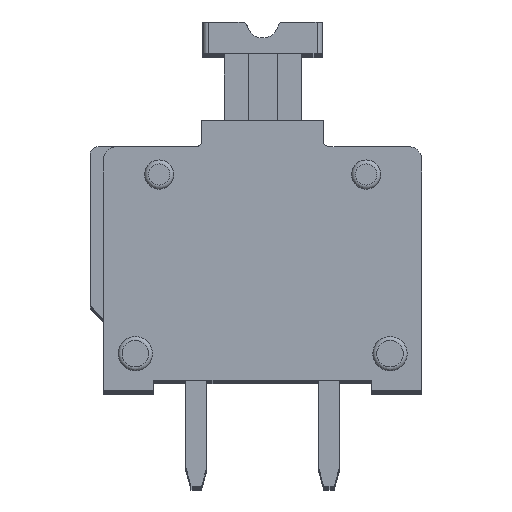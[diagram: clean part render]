
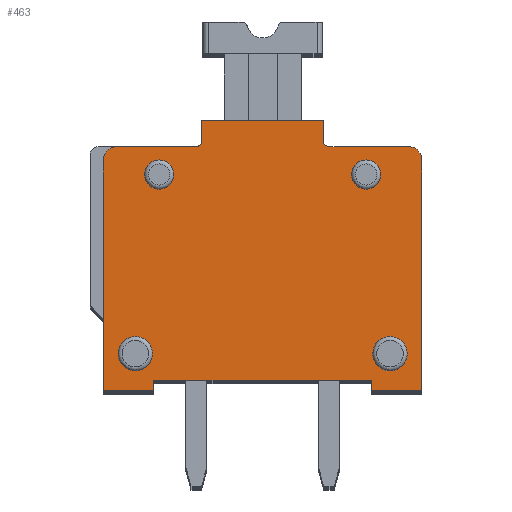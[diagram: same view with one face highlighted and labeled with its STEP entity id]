
A CAD part, top view. The second image highlights one B-rep face of the part: STEP entity #463.
In plain terms, the highlighted planar face has unit normal (0, 0, 1).
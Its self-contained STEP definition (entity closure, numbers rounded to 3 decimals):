
#463 = ADVANCED_FACE( '', ( #885, #886, #887, #888, #889 ), #890, .T. );
#885 = FACE_OUTER_BOUND( '', #1359, .T. );
#886 = FACE_BOUND( '', #1360, .T. );
#887 = FACE_BOUND( '', #1361, .T. );
#888 = FACE_BOUND( '', #1362, .T. );
#889 = FACE_BOUND( '', #1363, .T. );
#890 = PLANE( '', #1364 );
#1359 = EDGE_LOOP( '', ( #1997, #1998, #1999, #2000, #2001, #2002, #2003, #2004, #2005, #2006, #2007, #2008, #2009, #2010, #2011, #2012 ) );
#1360 = EDGE_LOOP( '', ( #2013 ) );
#1361 = EDGE_LOOP( '', ( #2014 ) );
#1362 = EDGE_LOOP( '', ( #2015 ) );
#1363 = EDGE_LOOP( '', ( #2016 ) );
#1364 = AXIS2_PLACEMENT_3D( '', #2017, #2018, #2019 );
#1997 = ORIENTED_EDGE( '', *, *, #3130, .T. );
#1998 = ORIENTED_EDGE( '', *, *, #3106, .T. );
#1999 = ORIENTED_EDGE( '', *, *, #3131, .F. );
#2000 = ORIENTED_EDGE( '', *, *, #3132, .F. );
#2001 = ORIENTED_EDGE( '', *, *, #2986, .F. );
#2002 = ORIENTED_EDGE( '', *, *, #3133, .T. );
#2003 = ORIENTED_EDGE( '', *, *, #3134, .F. );
#2004 = ORIENTED_EDGE( '', *, *, #3135, .F. );
#2005 = ORIENTED_EDGE( '', *, *, #3136, .T. );
#2006 = ORIENTED_EDGE( '', *, *, #3137, .T. );
#2007 = ORIENTED_EDGE( '', *, *, #3138, .T. );
#2008 = ORIENTED_EDGE( '', *, *, #3058, .T. );
#2009 = ORIENTED_EDGE( '', *, *, #2997, .T. );
#2010 = ORIENTED_EDGE( '', *, *, #3065, .F. );
#2011 = ORIENTED_EDGE( '', *, *, #3139, .T. );
#2012 = ORIENTED_EDGE( '', *, *, #3140, .F. );
#2013 = ORIENTED_EDGE( '', *, *, #3141, .F. );
#2014 = ORIENTED_EDGE( '', *, *, #3037, .F. );
#2015 = ORIENTED_EDGE( '', *, *, #3142, .F. );
#2016 = ORIENTED_EDGE( '', *, *, #3143, .F. );
#2017 = CARTESIAN_POINT( '', ( 5.954, 7.756, 3. ) );
#2018 = DIRECTION( '', ( 0., 0., 1. ) );
#2019 = DIRECTION( '', ( 1., 0., 0. ) );
#2986 = EDGE_CURVE( '', #3480, #3482, #3483, .T. );
#2997 = EDGE_CURVE( '', #3496, #3500, #3502, .T. );
#3037 = EDGE_CURVE( '', #3573, #3573, #3574, .T. );
#3058 = EDGE_CURVE( '', #3607, #3496, #3611, .T. );
#3065 = EDGE_CURVE( '', #3620, #3500, #3622, .T. );
#3106 = EDGE_CURVE( '', #3688, #3690, #3692, .T. );
#3130 = EDGE_CURVE( '', #3728, #3688, #3729, .T. );
#3131 = EDGE_CURVE( '', #3730, #3690, #3731, .T. );
#3132 = EDGE_CURVE( '', #3482, #3730, #3732, .T. );
#3133 = EDGE_CURVE( '', #3480, #3733, #3734, .T. );
#3134 = EDGE_CURVE( '', #3735, #3733, #3736, .T. );
#3135 = EDGE_CURVE( '', #3737, #3735, #3738, .T. );
#3136 = EDGE_CURVE( '', #3737, #3739, #3740, .T. );
#3137 = EDGE_CURVE( '', #3739, #3741, #3742, .T. );
#3138 = EDGE_CURVE( '', #3741, #3607, #3743, .T. );
#3139 = EDGE_CURVE( '', #3620, #3744, #3745, .T. );
#3140 = EDGE_CURVE( '', #3728, #3744, #3746, .T. );
#3141 = EDGE_CURVE( '', #3747, #3747, #3748, .T. );
#3142 = EDGE_CURVE( '', #3749, #3749, #3750, .T. );
#3143 = EDGE_CURVE( '', #3751, #3751, #3752, .T. );
#3480 = VERTEX_POINT( '', #4239 );
#3482 = VERTEX_POINT( '', #4242 );
#3483 = LINE( '', #4243, #4244 );
#3496 = VERTEX_POINT( '', #4260 );
#3500 = VERTEX_POINT( '', #4266 );
#3502 = LINE( '', #4269, #4270 );
#3573 = VERTEX_POINT( '', #4368 );
#3574 = CIRCLE( '', #4369, 0.55 );
#3607 = VERTEX_POINT( '', #4414 );
#3611 = LINE( '', #4420, #4421 );
#3620 = VERTEX_POINT( '', #4430 );
#3622 = CIRCLE( '', #4433, 0.2 );
#3688 = VERTEX_POINT( '', #4525 );
#3690 = VERTEX_POINT( '', #4528 );
#3692 = LINE( '', #4531, #4532 );
#3728 = VERTEX_POINT( '', #4581 );
#3729 = LINE( '', #4582, #4583 );
#3730 = VERTEX_POINT( '', #4584 );
#3731 = LINE( '', #4585, #4586 );
#3732 = LINE( '', #4587, #4588 );
#3733 = VERTEX_POINT( '', #4589 );
#3734 = LINE( '', #4590, #4591 );
#3735 = VERTEX_POINT( '', #4592 );
#3736 = LINE( '', #4593, #4594 );
#3737 = VERTEX_POINT( '', #4595 );
#3738 = CIRCLE( '', #4596, 0.5 );
#3739 = VERTEX_POINT( '', #4597 );
#3740 = LINE( '', #4598, #4599 );
#3741 = VERTEX_POINT( '', #4600 );
#3742 = CIRCLE( '', #4601, 0.2 );
#3743 = LINE( '', #4602, #4603 );
#3744 = VERTEX_POINT( '', #4604 );
#3745 = LINE( '', #4605, #4606 );
#3746 = CIRCLE( '', #4607, 0.5 );
#3747 = VERTEX_POINT( '', #4608 );
#3748 = CIRCLE( '', #4609, 0.65 );
#3749 = VERTEX_POINT( '', #4610 );
#3750 = CIRCLE( '', #4611, 0.65 );
#3751 = VERTEX_POINT( '', #4612 );
#3752 = CIRCLE( '', #4613, 0.55 );
#4239 = CARTESIAN_POINT( '', ( 10.1, 0., 3. ) );
#4242 = CARTESIAN_POINT( '', ( 10.1, 0.4, 3. ) );
#4243 = CARTESIAN_POINT( '', ( 10.1, 7.285, 3. ) );
#4244 = VECTOR( '', #5204, 1000. );
#4260 = CARTESIAN_POINT( '', ( 3.7, 10.2, 3. ) );
#4266 = CARTESIAN_POINT( '', ( 3.7, 9.4, 3. ) );
#4269 = CARTESIAN_POINT( '', ( 3.7, 7.285, 3. ) );
#4270 = VECTOR( '', #5217, 1000. );
#4368 = CARTESIAN_POINT( '', ( 2.65, 8.15, 3. ) );
#4369 = AXIS2_PLACEMENT_3D( '', #5263, #5264, #5265 );
#4414 = CARTESIAN_POINT( '', ( 8.3, 10.2, 3. ) );
#4420 = CARTESIAN_POINT( '', ( 7.771, 10.2, 3. ) );
#4421 = VECTOR( '', #5286, 1000. );
#4430 = CARTESIAN_POINT( '', ( 3.5, 9.2, 3. ) );
#4433 = AXIS2_PLACEMENT_3D( '', #5297, #5298, #5299 );
#4525 = CARTESIAN_POINT( '', ( 0., 0., 3. ) );
#4528 = CARTESIAN_POINT( '', ( 1.9, 0., 3. ) );
#4531 = CARTESIAN_POINT( '', ( 7.771, 0., 3. ) );
#4532 = VECTOR( '', #5343, 1000. );
#4581 = CARTESIAN_POINT( '', ( 0., 8.7, 3. ) );
#4582 = CARTESIAN_POINT( '', ( 0., 7.285, 3. ) );
#4583 = VECTOR( '', #5366, 1000. );
#4584 = CARTESIAN_POINT( '', ( 1.9, 0.4, 3. ) );
#4585 = CARTESIAN_POINT( '', ( 1.9, 7.285, 3. ) );
#4586 = VECTOR( '', #5367, 1000. );
#4587 = CARTESIAN_POINT( '', ( 7.771, 0.4, 3. ) );
#4588 = VECTOR( '', #5368, 1000. );
#4589 = CARTESIAN_POINT( '', ( 12., 0., 3. ) );
#4590 = CARTESIAN_POINT( '', ( 7.771, 0., 3. ) );
#4591 = VECTOR( '', #5369, 1000. );
#4592 = CARTESIAN_POINT( '', ( 12., 8.7, 3. ) );
#4593 = CARTESIAN_POINT( '', ( 12., 7.285, 3. ) );
#4594 = VECTOR( '', #5370, 1000. );
#4595 = CARTESIAN_POINT( '', ( 11.5, 9.2, 3. ) );
#4596 = AXIS2_PLACEMENT_3D( '', #5371, #5372, #5373 );
#4597 = CARTESIAN_POINT( '', ( 8.5, 9.2, 3. ) );
#4598 = CARTESIAN_POINT( '', ( 7.771, 9.2, 3. ) );
#4599 = VECTOR( '', #5374, 1000. );
#4600 = CARTESIAN_POINT( '', ( 8.3, 9.4, 3. ) );
#4601 = AXIS2_PLACEMENT_3D( '', #5375, #5376, #5377 );
#4602 = CARTESIAN_POINT( '', ( 8.3, 7.285, 3. ) );
#4603 = VECTOR( '', #5378, 1000. );
#4604 = CARTESIAN_POINT( '', ( 0.5, 9.2, 3. ) );
#4605 = CARTESIAN_POINT( '', ( 7.771, 9.2, 3. ) );
#4606 = VECTOR( '', #5379, 1000. );
#4607 = AXIS2_PLACEMENT_3D( '', #5380, #5381, #5382 );
#4608 = CARTESIAN_POINT( '', ( 11.45, 1.4, 3. ) );
#4609 = AXIS2_PLACEMENT_3D( '', #5383, #5384, #5385 );
#4610 = CARTESIAN_POINT( '', ( 1.85, 1.4, 3. ) );
#4611 = AXIS2_PLACEMENT_3D( '', #5386, #5387, #5388 );
#4612 = CARTESIAN_POINT( '', ( 10.45, 8.15, 3. ) );
#4613 = AXIS2_PLACEMENT_3D( '', #5389, #5390, #5391 );
#5204 = DIRECTION( '', ( 0., 1., 0. ) );
#5217 = DIRECTION( '', ( 0., -1., 0. ) );
#5263 = CARTESIAN_POINT( '', ( 2.1, 8.15, 3. ) );
#5264 = DIRECTION( '', ( 0., 0., 1. ) );
#5265 = DIRECTION( '', ( 1., 0., 0. ) );
#5286 = DIRECTION( '', ( -1., 0., 0. ) );
#5297 = CARTESIAN_POINT( '', ( 3.5, 9.4, 3. ) );
#5298 = DIRECTION( '', ( 0., 0., 1. ) );
#5299 = DIRECTION( '', ( 1., 0., 0. ) );
#5343 = DIRECTION( '', ( 1., 0., 0. ) );
#5366 = DIRECTION( '', ( 0., -1., 0. ) );
#5367 = DIRECTION( '', ( 0., -1., 0. ) );
#5368 = DIRECTION( '', ( -1., 0., 0. ) );
#5369 = DIRECTION( '', ( 1., 0., 0. ) );
#5370 = DIRECTION( '', ( 0., -1., 0. ) );
#5371 = CARTESIAN_POINT( '', ( 11.5, 8.7, 3. ) );
#5372 = DIRECTION( '', ( 0., 0., -1. ) );
#5373 = DIRECTION( '', ( -1., 0., 0. ) );
#5374 = DIRECTION( '', ( -1., 0., 0. ) );
#5375 = CARTESIAN_POINT( '', ( 8.5, 9.4, 3. ) );
#5376 = DIRECTION( '', ( 0., 0., -1. ) );
#5377 = DIRECTION( '', ( -1., 0., 0. ) );
#5378 = DIRECTION( '', ( 0., 1., 0. ) );
#5379 = DIRECTION( '', ( -1., 0., 0. ) );
#5380 = CARTESIAN_POINT( '', ( 0.5, 8.7, 3. ) );
#5381 = DIRECTION( '', ( 0., 0., -1. ) );
#5382 = DIRECTION( '', ( -1., 0., 0. ) );
#5383 = CARTESIAN_POINT( '', ( 10.8, 1.4, 3. ) );
#5384 = DIRECTION( '', ( 0., 0., 1. ) );
#5385 = DIRECTION( '', ( 1., 0., 0. ) );
#5386 = CARTESIAN_POINT( '', ( 1.2, 1.4, 3. ) );
#5387 = DIRECTION( '', ( 0., 0., 1. ) );
#5388 = DIRECTION( '', ( 1., 0., 0. ) );
#5389 = CARTESIAN_POINT( '', ( 9.9, 8.15, 3. ) );
#5390 = DIRECTION( '', ( 0., 0., 1. ) );
#5391 = DIRECTION( '', ( 1., 0., 0. ) );
